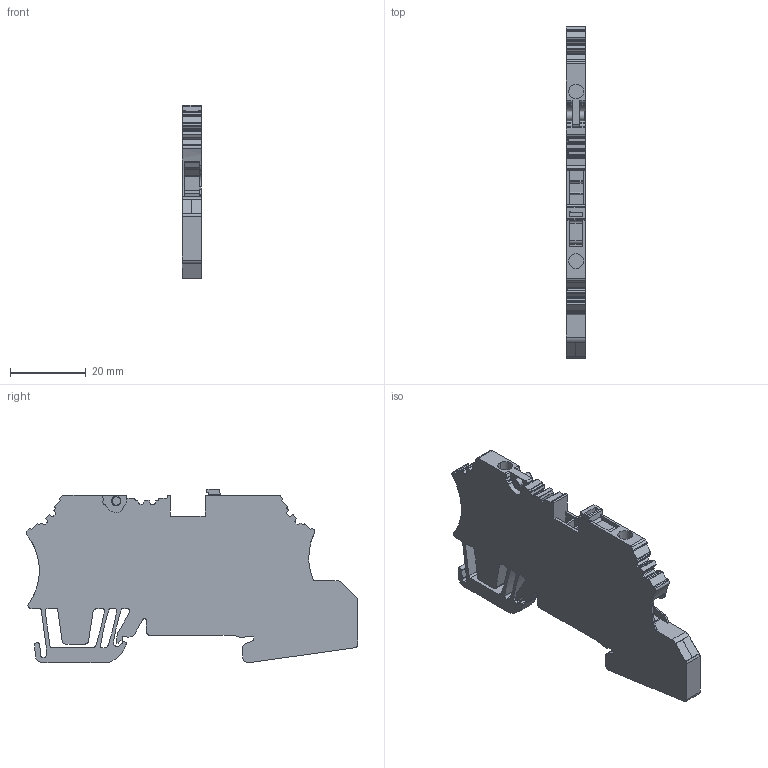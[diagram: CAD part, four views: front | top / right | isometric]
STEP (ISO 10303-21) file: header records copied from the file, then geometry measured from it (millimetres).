
FILE_DESCRIPTION(('CATIA V5 STEP Exchange','CAx-IF Rec.Pracs.--- Model Styling and Organization---1.4--- 2014-01-23'),'2;1');
FILE_NAME ('D1450377_0', '2020-02-17T08:51:32+00:00', ('none'), ('Weidmueller'), 'CATIA Version 5-6 Release 2016 SP3 HF44', 'CATIA V5 STEP AP214', 'none');
FILE_SCHEMA(('AUTOMOTIVE_DESIGN { 1 0 10303 214 1 1 1 1 }'));
Length unit declared in the file: millimetre
Products named in the file (1): 1270080000_WMF_2-5_DI_PE_BL
Bounding box: 5.08 x 87.73 x 45.85 mm (x, y, z)
Volume: 13208.7 mm3; surface area: 9441.9 mm2
Topology: 4 solids, 4 shells, 484 faces, 1445 edges, 978 vertices
Faces by surface type: plane 250, cylinder 230, torus 4
Entity records: 15737 total; most frequent: CARTESIAN_POINT 3060, ORIENTED_EDGE 2890, DIRECTION 2187, EDGE_CURVE 1445, VERTEX_POINT 978, VECTOR 930, LINE 930, AXIS2_PLACEMENT_3D 848
